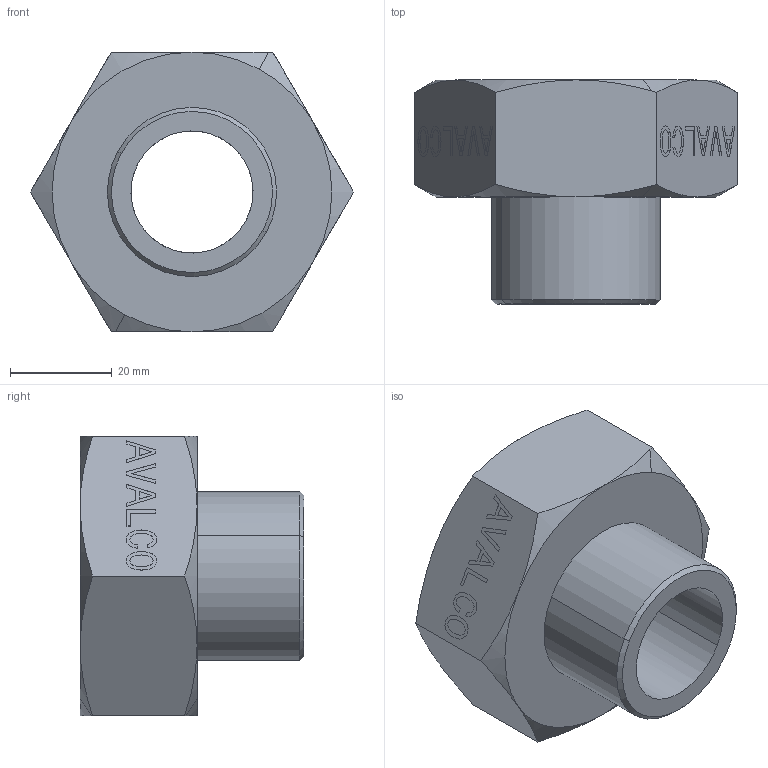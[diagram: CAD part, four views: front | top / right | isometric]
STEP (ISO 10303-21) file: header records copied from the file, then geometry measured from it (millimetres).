
FILE_DESCRIPTION(( 'RA.17.01.12.stp' ), '1');
FILE_NAME( 'RA.17.01.12.stp', '2018-10-11T11:51:38',( 'Sopra'),('sopra-pneumatic.com'), 'SwSTEP 2.0','SolidWorks 2009','' );
FILE_SCHEMA(('CONFIG_CONTROL_DESIGN'));
Length unit declared in the file: millimetre
Products named in the file (1): DS521-G100G112
Bounding box: 63.51 x 44 x 55 mm (x, y, z)
Volume: 37649.6 mm3; surface area: 14613.4 mm2
Topology: 1 solids, 1 shells, 373 faces, 1011 edges, 668 vertices
Faces by surface type: plane 345, cone 22, cylinder 6
Entity records: 11168 total; most frequent: CARTESIAN_POINT 2110, ORIENTED_EDGE 2022, DIRECTION 1559, EDGE_CURVE 1011, VECTOR 949, LINE 949, VERTEX_POINT 668, EDGE_LOOP 403
